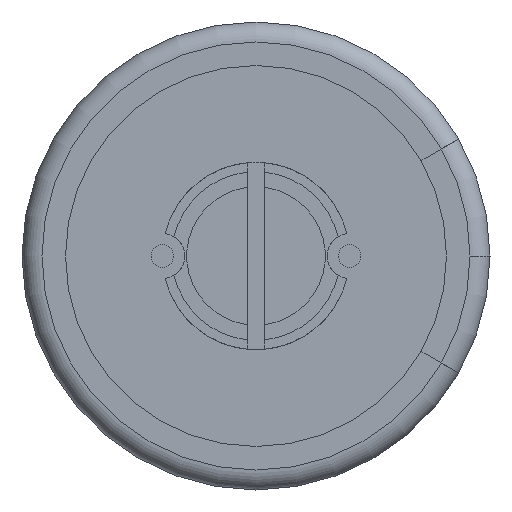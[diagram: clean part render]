
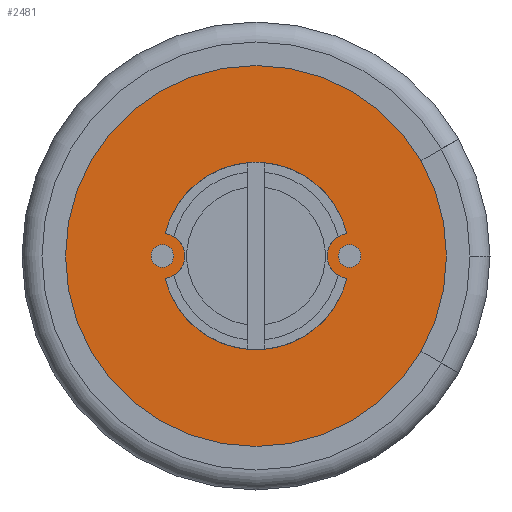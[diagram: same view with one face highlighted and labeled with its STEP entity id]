
A CAD part, front view. The second image highlights one B-rep face of the part: STEP entity #2481.
In plain terms, the highlighted planar face has unit normal (0, -1, 0).
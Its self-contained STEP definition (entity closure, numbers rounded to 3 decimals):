
#3 = DIRECTION ( 'NONE',  ( 0., -1., 0. ) ) ;
#5 = DIRECTION ( 'NONE',  ( -1., 0., 0. ) ) ;
#9 = AXIS2_PLACEMENT_3D ( 'NONE', #1188, #1391, #2304 ) ;
#16 = DIRECTION ( 'NONE',  ( 1., 0., 0. ) ) ;
#35 = CIRCLE ( 'NONE', #9, 0.6 ) ;
#126 = CARTESIAN_POINT ( 'NONE',  ( 2.428, 0.95, 0.596 ) ) ;
#160 = CARTESIAN_POINT ( 'NONE',  ( -2.428, 0.95, -0.596 ) ) ;
#170 = CIRCLE ( 'NONE', #1025, 0.6 ) ;
#173 = EDGE_CURVE ( 'NONE', #2074, #2828, #1785, .T. ) ;
#190 = DIRECTION ( 'NONE',  ( 0., -1., 0. ) ) ;
#199 = VERTEX_POINT ( 'NONE', #899 ) ;
#235 = ORIENTED_EDGE ( 'NONE', *, *, #2263, .T. ) ;
#279 = ORIENTED_EDGE ( 'NONE', *, *, #2064, .F. ) ;
#317 = CARTESIAN_POINT ( 'NONE',  ( 0., 0.95, 0. ) ) ;
#412 = DIRECTION ( 'NONE',  ( 0., 1., 0. ) ) ;
#420 = EDGE_CURVE ( 'NONE', #2762, #1080, #677, .T. ) ;
#432 = ORIENTED_EDGE ( 'NONE', *, *, #590, .T. ) ;
#434 = PLANE ( 'NONE',  #2531 ) ;
#446 = CARTESIAN_POINT ( 'NONE',  ( 4.406, 0.95, 2.544 ) ) ;
#521 = DIRECTION ( 'NONE',  ( -1., 0., 0. ) ) ;
#541 = VERTEX_POINT ( 'NONE', #160 ) ;
#543 = DIRECTION ( 'NONE',  ( 1., 0., 0. ) ) ;
#588 = CIRCLE ( 'NONE', #1494, 2.5 ) ;
#590 = EDGE_CURVE ( 'NONE', #2412, #2074, #1064, .T. ) ;
#623 = EDGE_CURVE ( 'NONE', #1080, #199, #2757, .T. ) ;
#627 = VERTEX_POINT ( 'NONE', #1070 ) ;
#677 = CIRCLE ( 'NONE', #1000, 2.5 ) ;
#696 = AXIS2_PLACEMENT_3D ( 'NONE', #1967, #1525, #2382 ) ;
#720 = CARTESIAN_POINT ( 'NONE',  ( 0., 0.95, 0. ) ) ;
#784 = AXIS2_PLACEMENT_3D ( 'NONE', #317, #1873, #543 ) ;
#884 = ORIENTED_EDGE ( 'NONE', *, *, #173, .T. ) ;
#890 = CARTESIAN_POINT ( 'NONE',  ( 4.406, 0.95, -2.544 ) ) ;
#899 = CARTESIAN_POINT ( 'NONE',  ( -2.428, 0.95, 0.596 ) ) ;
#1000 = AXIS2_PLACEMENT_3D ( 'NONE', #2289, #1850, #521 ) ;
#1004 = ORIENTED_EDGE ( 'NONE', *, *, #623, .F. ) ;
#1025 = AXIS2_PLACEMENT_3D ( 'NONE', #1114, #1744, #1131 ) ;
#1047 = EDGE_LOOP ( 'NONE', ( #279, #1004, #2549, #235, #2642 ) ) ;
#1052 = FACE_BOUND ( 'NONE', #1047, .T. ) ;
#1064 = CIRCLE ( 'NONE', #1287, 5.087 ) ;
#1070 = CARTESIAN_POINT ( 'NONE',  ( 2.428, 0.95, -0.596 ) ) ;
#1080 = VERTEX_POINT ( 'NONE', #2582 ) ;
#1114 = CARTESIAN_POINT ( 'NONE',  ( -2.5, 0.95, 0. ) ) ;
#1131 = DIRECTION ( 'NONE',  ( -1., 0., 0. ) ) ;
#1188 = CARTESIAN_POINT ( 'NONE',  ( 2.5, 0.95, 0. ) ) ;
#1287 = AXIS2_PLACEMENT_3D ( 'NONE', #2876, #190, #2837 ) ;
#1341 = DIRECTION ( 'NONE',  ( 0., -1., 0. ) ) ;
#1365 = ORIENTED_EDGE ( 'NONE', *, *, #1616, .T. ) ;
#1391 = DIRECTION ( 'NONE',  ( 0., -1., 0. ) ) ;
#1494 = AXIS2_PLACEMENT_3D ( 'NONE', #720, #1341, #5 ) ;
#1525 = DIRECTION ( 'NONE',  ( 0., -1., 0. ) ) ;
#1616 = EDGE_CURVE ( 'NONE', #2828, #2412, #2674, .T. ) ;
#1744 = DIRECTION ( 'NONE',  ( 0., 1., 0. ) ) ;
#1785 = CIRCLE ( 'NONE', #2467, 5.087 ) ;
#1798 = EDGE_LOOP ( 'NONE', ( #884, #1365, #432 ) ) ;
#1850 = DIRECTION ( 'NONE',  ( 0., -1., 0. ) ) ;
#1873 = DIRECTION ( 'NONE',  ( 0., -1., 0. ) ) ;
#1967 = CARTESIAN_POINT ( 'NONE',  ( 0., 0.95, 0. ) ) ;
#1997 = CARTESIAN_POINT ( 'NONE',  ( 0., 0.95, 0. ) ) ;
#2064 = EDGE_CURVE ( 'NONE', #199, #541, #170, .T. ) ;
#2074 = VERTEX_POINT ( 'NONE', #446 ) ;
#2146 = FACE_OUTER_BOUND ( 'NONE', #1798, .T. ) ;
#2263 = EDGE_CURVE ( 'NONE', #2762, #627, #35, .T. ) ;
#2289 = CARTESIAN_POINT ( 'NONE',  ( 0., 0.95, 0. ) ) ;
#2304 = DIRECTION ( 'NONE',  ( -1., 0., 0. ) ) ;
#2330 = CARTESIAN_POINT ( 'NONE',  ( 5.087, 0.95, 0. ) ) ;
#2382 = DIRECTION ( 'NONE',  ( -1., 0., 0. ) ) ;
#2412 = VERTEX_POINT ( 'NONE', #2330 ) ;
#2467 = AXIS2_PLACEMENT_3D ( 'NONE', #2643, #3, #16 ) ;
#2481 = ADVANCED_FACE ( 'NONE', ( #1052, #2146 ), #434, .F. ) ;
#2531 = AXIS2_PLACEMENT_3D ( 'NONE', #1997, #412, #2645 ) ;
#2549 = ORIENTED_EDGE ( 'NONE', *, *, #420, .F. ) ;
#2582 = CARTESIAN_POINT ( 'NONE',  ( 0., 0.95, 2.5 ) ) ;
#2604 = EDGE_CURVE ( 'NONE', #541, #627, #588, .T. ) ;
#2642 = ORIENTED_EDGE ( 'NONE', *, *, #2604, .F. ) ;
#2643 = CARTESIAN_POINT ( 'NONE',  ( 0., 0.95, 0. ) ) ;
#2645 = DIRECTION ( 'NONE',  ( -1., 0., 0. ) ) ;
#2674 = CIRCLE ( 'NONE', #784, 5.087 ) ;
#2757 = CIRCLE ( 'NONE', #696, 2.5 ) ;
#2762 = VERTEX_POINT ( 'NONE', #126 ) ;
#2828 = VERTEX_POINT ( 'NONE', #890 ) ;
#2837 = DIRECTION ( 'NONE',  ( 1., 0., 0. ) ) ;
#2876 = CARTESIAN_POINT ( 'NONE',  ( 0., 0.95, 0. ) ) ;
